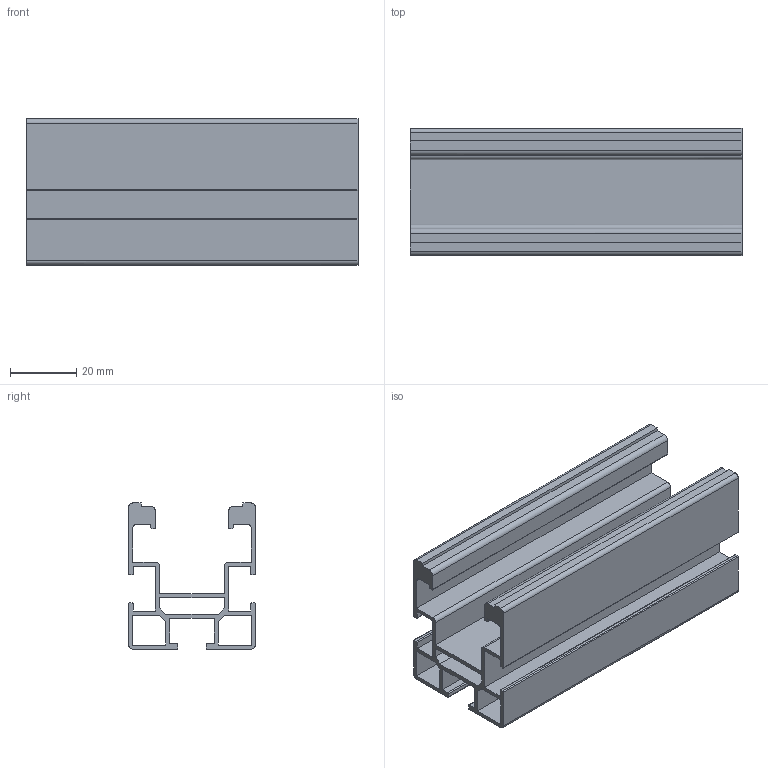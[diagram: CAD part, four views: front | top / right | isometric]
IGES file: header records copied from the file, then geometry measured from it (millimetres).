
Global section: file name: 90601Solar; native system: Autodesk Inventor 2021; preprocessor: unknown; author: zbynek.vasica; date: 20230621.161846; units: millimetre
Bounding box: 100 x 38.2 x 44 mm (x, y, z)
Volume: 35147.5 mm3; surface area: 45227.8 mm2
Topology: 1 solids, 1 shells, 92 faces, 270 edges, 180 vertices
Faces by surface type: bspline 92
